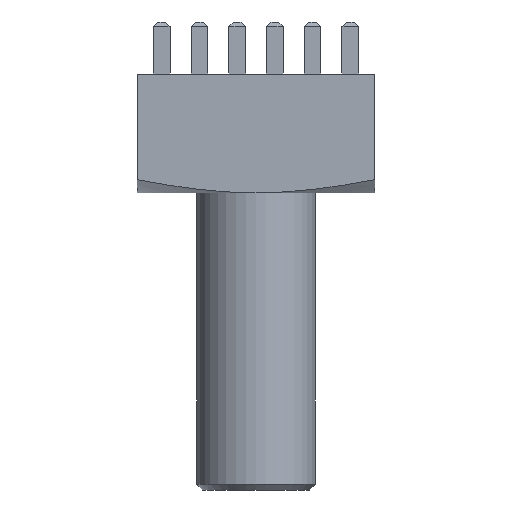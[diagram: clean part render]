
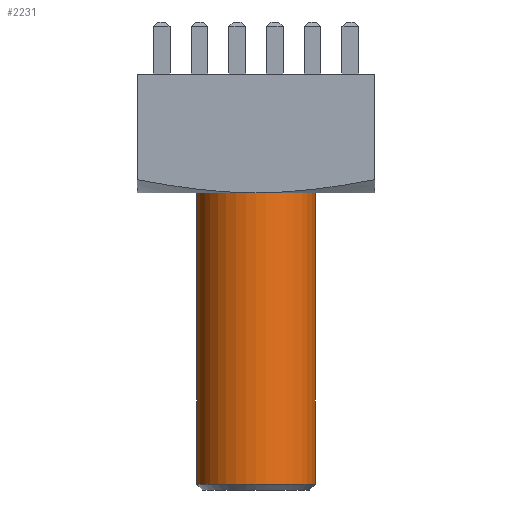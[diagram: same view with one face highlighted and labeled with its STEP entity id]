
A CAD part, front view. The second image highlights one B-rep face of the part: STEP entity #2231.
In plain terms, the highlighted cylindrical face has radius 4 mm (diameter 8 mm), a partial arc.
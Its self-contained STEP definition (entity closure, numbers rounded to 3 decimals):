
#14 = AXIS2_PLACEMENT_3D ( 'NONE', #2376, #7271, #3083 ) ;
#592 = DIRECTION ( 'NONE',  ( 0., 0., -1. ) ) ;
#956 = ORIENTED_EDGE ( 'NONE', *, *, #5145, .T. ) ;
#967 = CARTESIAN_POINT ( 'NONE',  ( -4., 0., 0. ) ) ;
#1008 = CIRCLE ( 'NONE', #14, 4. ) ;
#1299 = AXIS2_PLACEMENT_3D ( 'NONE', #8795, #8101, #4624 ) ;
#1575 = CARTESIAN_POINT ( 'NONE',  ( -4., 0., -20. ) ) ;
#2231 = ADVANCED_FACE ( 'NONE', ( #6604 ), #2889, .T. ) ;
#2306 = AXIS2_PLACEMENT_3D ( 'NONE', #4768, #592, #5482 ) ;
#2376 = CARTESIAN_POINT ( 'NONE',  ( 0., 0., -19.6 ) ) ;
#2473 = VECTOR ( 'NONE', #3038, 1000. ) ;
#2889 = CYLINDRICAL_SURFACE ( 'NONE', #1299, 4. ) ;
#3038 = DIRECTION ( 'NONE',  ( 0., 0., 1. ) ) ;
#3083 = DIRECTION ( 'NONE',  ( -1., 0., 0. ) ) ;
#3659 = ORIENTED_EDGE ( 'NONE', *, *, #6094, .F. ) ;
#3743 = CARTESIAN_POINT ( 'NONE',  ( 4., 0., 0. ) ) ;
#3776 = LINE ( 'NONE', #1575, #5414 ) ;
#3945 = VERTEX_POINT ( 'NONE', #5406 ) ;
#4342 = LINE ( 'NONE', #5838, #2473 ) ;
#4609 = EDGE_LOOP ( 'NONE', ( #3659, #5392, #7791, #956 ) ) ;
#4624 = DIRECTION ( 'NONE',  ( 1., 0., 0. ) ) ;
#4768 = CARTESIAN_POINT ( 'NONE',  ( 0., 0., 0. ) ) ;
#5073 = VERTEX_POINT ( 'NONE', #5396 ) ;
#5145 = EDGE_CURVE ( 'NONE', #9042, #9041, #5784, .T. ) ;
#5387 = EDGE_CURVE ( 'NONE', #3945, #9042, #4342, .T. ) ;
#5392 = ORIENTED_EDGE ( 'NONE', *, *, #8158, .T. ) ;
#5396 = CARTESIAN_POINT ( 'NONE',  ( -4., 0., -19.6 ) ) ;
#5406 = CARTESIAN_POINT ( 'NONE',  ( 4., 0., -19.6 ) ) ;
#5414 = VECTOR ( 'NONE', #7176, 1000. ) ;
#5482 = DIRECTION ( 'NONE',  ( -1., 0., 0. ) ) ;
#5784 = CIRCLE ( 'NONE', #2306, 4. ) ;
#5838 = CARTESIAN_POINT ( 'NONE',  ( 4., 0., -20. ) ) ;
#6094 = EDGE_CURVE ( 'NONE', #5073, #9041, #3776, .T. ) ;
#6604 = FACE_OUTER_BOUND ( 'NONE', #4609, .T. ) ;
#7176 = DIRECTION ( 'NONE',  ( 0., 0., 1. ) ) ;
#7271 = DIRECTION ( 'NONE',  ( 0., 0., 1. ) ) ;
#7791 = ORIENTED_EDGE ( 'NONE', *, *, #5387, .T. ) ;
#8101 = DIRECTION ( 'NONE',  ( 0., 0., 1. ) ) ;
#8158 = EDGE_CURVE ( 'NONE', #5073, #3945, #1008, .T. ) ;
#8795 = CARTESIAN_POINT ( 'NONE',  ( 0., 0., -20. ) ) ;
#9041 = VERTEX_POINT ( 'NONE', #967 ) ;
#9042 = VERTEX_POINT ( 'NONE', #3743 ) ;
